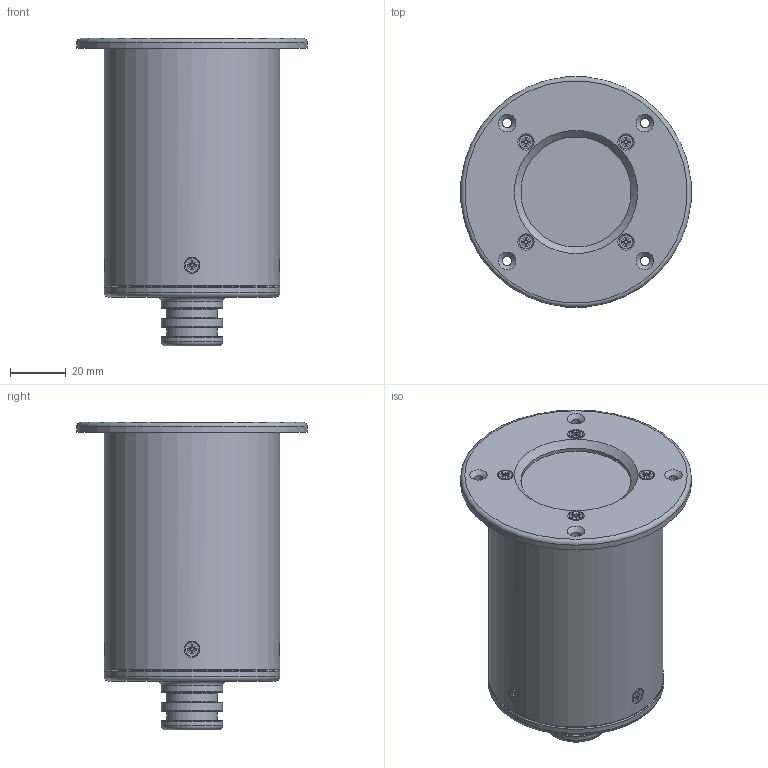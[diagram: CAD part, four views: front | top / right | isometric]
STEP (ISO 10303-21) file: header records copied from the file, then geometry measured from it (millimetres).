
FILE_DESCRIPTION(/* description */ (''),/* implementation_level */ '2;1');
FILE_NAME(/* name */ 'AR208A_Thresher_FlatPort_Penetrator.stp',/* time_stamp */ '2022-06-03T19:23:47-04:00',/* author */ ('lfrey'),/* organization */ (''),/* preprocessor_version */ 'ST-DEVELOPER v18.1',/* originating_system */ 'Autodesk Inventor 2022',/* authorisation */ '');
FILE_SCHEMA (('CONFIG_CONTROL_DESIGN'));
Length unit declared in the file: inch
Products named in the file (7): Thresher; HousingCIL027_211_screws; Window-CIL027_21_screws; CIL027 Solid CAD 20210719; BackEndcap copy; bezel3; ANSI B18.6.3 - 4-40 x 3/8, CRFCHMSTII(4)
Assembly tree (13 placements, depth 2):
  Thresher
    HousingCIL027_211_screws
    Window-CIL027_21_screws
    CIL027 Solid CAD 20210719
    BackEndcap copy
    bezel3
    ANSI B18.6.3 - 4-40 x 3/8, CRFCHMSTII(4)  x8
Bounding box: 82.68 x 82.68 x 110.52 mm (x, y, z)
Volume: 142140.4 mm3; surface area: 71402.1 mm2
Topology: 13 solids, 13 shells, 508 faces, 1300 edges, 841 vertices
Faces by surface type: plane 182, cone 166, cylinder 101, torus 54, bspline 4, sphere 1
Full cylindrical faces by diameter (mm): 1.567 x4, 2.013 x4, 2.156 x8, 2.845 x8, 3.048 x12, 3.302 x4, 4.5 x3, 4.953 x8, 9.3 x1, 9.398 x1, 10 x4, 11.3 x2, 12 x1, 12.8 x1, 12.878 x1, 13.4 x1, 16 x1, 16.5 x1, 18.11 x2, 22.098 x3, 34.925 x1, 39.624 x1, 55.347 x1, 57.404 x1, 57.785 x1, 57.988 x2, 58.166 x2, 63 x2, 63.119 x1, 83 x1
Entity records: 8380 total; most frequent: CARTESIAN_POINT 2386, DIRECTION 1281, ORIENTED_EDGE 1094, AXIS2_PLACEMENT_3D 552, EDGE_CURVE 547, VERTEX_POINT 365, EDGE_LOOP 322, CIRCLE 292
